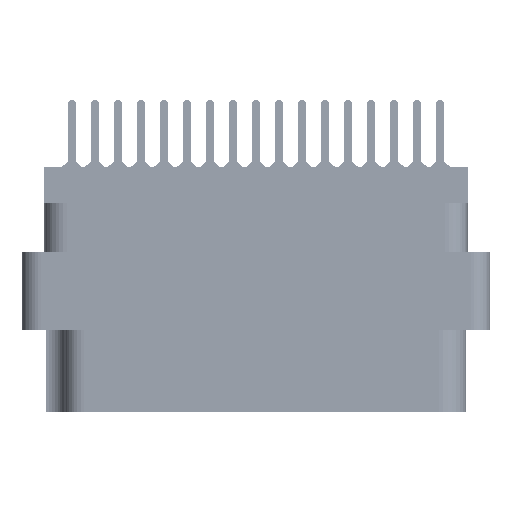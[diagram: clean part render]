
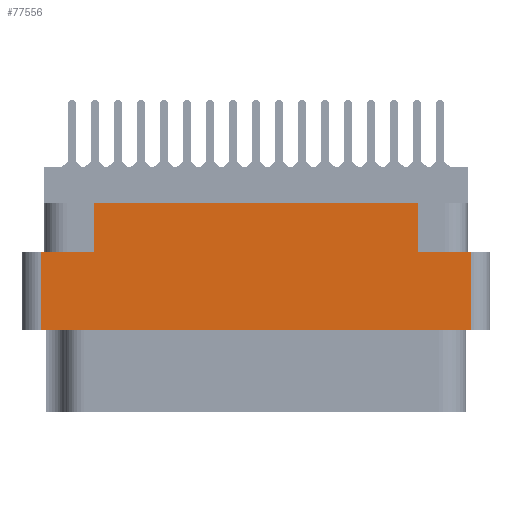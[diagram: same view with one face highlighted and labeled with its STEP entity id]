
A CAD part, left-side view. The second image highlights one B-rep face of the part: STEP entity #77556.
In plain terms, the highlighted planar face has unit normal (-1, 0, 0).
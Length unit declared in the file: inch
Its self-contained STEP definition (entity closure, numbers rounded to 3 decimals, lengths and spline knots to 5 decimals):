
#1388 = CARTESIAN_POINT ( 'NONE',  ( -1.375, 0.7005, -0.529 ) ) ;
#2516 = ORIENTED_EDGE ( 'NONE', *, *, #15668, .F. ) ;
#2957 = CARTESIAN_POINT ( 'NONE',  ( -1.375, -0.7005, -0.798 ) ) ;
#3229 = CARTESIAN_POINT ( 'NONE',  ( -1.375, -0.5285, -0.117 ) ) ;
#4445 = ORIENTED_EDGE ( 'NONE', *, *, #6389, .T. ) ;
#5045 = CARTESIAN_POINT ( 'NONE',  ( -1.375, 0.7625, -0.117 ) ) ;
#5823 = CARTESIAN_POINT ( 'NONE',  ( -1.375, 0.7005, -0.798 ) ) ;
#6389 = EDGE_CURVE ( 'NONE', #72899, #46675, #88802, .T. ) ;
#6709 = PLANE ( 'NONE',  #39955 ) ;
#8804 = DIRECTION ( 'NONE',  ( 0., -1., 0. ) ) ;
#9282 = VERTEX_POINT ( 'NONE', #56540 ) ;
#10211 = VECTOR ( 'NONE', #43743, 39.37008 ) ;
#13236 = EDGE_LOOP ( 'NONE', ( #2516, #77638, #16616, #4445, #67957, #74234, #62828, #26109 ) ) ;
#13518 = LINE ( 'NONE', #51022, #10211 ) ;
#15668 = EDGE_CURVE ( 'NONE', #71286, #9282, #64741, .T. ) ;
#16616 = ORIENTED_EDGE ( 'NONE', *, *, #77802, .F. ) ;
#17676 = LINE ( 'NONE', #44840, #24305 ) ;
#17796 = VECTOR ( 'NONE', #8804, 39.37008 ) ;
#18783 = DIRECTION ( 'NONE',  ( 0., -1., 0. ) ) ;
#24305 = VECTOR ( 'NONE', #45753, 39.37008 ) ;
#25537 = EDGE_CURVE ( 'NONE', #84862, #33252, #33509, .T. ) ;
#26109 = ORIENTED_EDGE ( 'NONE', *, *, #30539, .F. ) ;
#28757 = LINE ( 'NONE', #5823, #40704 ) ;
#30539 = EDGE_CURVE ( 'NONE', #9282, #68748, #63196, .T. ) ;
#32248 = CARTESIAN_POINT ( 'NONE',  ( -1.375, -0.7005, -0.277 ) ) ;
#33252 = VERTEX_POINT ( 'NONE', #3229 ) ;
#33509 = LINE ( 'NONE', #61839, #41099 ) ;
#35688 = DIRECTION ( 'NONE',  ( 0., 0., 1. ) ) ;
#35910 = EDGE_CURVE ( 'NONE', #71286, #71344, #28757, .T. ) ;
#39955 = AXIS2_PLACEMENT_3D ( 'NONE', #77537, #48820, #35688 ) ;
#40509 = DIRECTION ( 'NONE',  ( 0., 0., 1. ) ) ;
#40704 = VECTOR ( 'NONE', #40912, 39.37008 ) ;
#40912 = DIRECTION ( 'NONE',  ( 0., 0., -1. ) ) ;
#41099 = VECTOR ( 'NONE', #40509, 39.37008 ) ;
#43109 = DIRECTION ( 'NONE',  ( 0., 0., 1. ) ) ;
#43743 = DIRECTION ( 'NONE',  ( 0., -1., 0. ) ) ;
#43939 = VECTOR ( 'NONE', #66111, 39.37008 ) ;
#44840 = CARTESIAN_POINT ( 'NONE',  ( -1.375, 0., -0.529 ) ) ;
#45753 = DIRECTION ( 'NONE',  ( 0., 1., 0. ) ) ;
#46675 = VERTEX_POINT ( 'NONE', #32248 ) ;
#48820 = DIRECTION ( 'NONE',  ( -1., 0., 0. ) ) ;
#50519 = FACE_OUTER_BOUND ( 'NONE', #13236, .T. ) ;
#51022 = CARTESIAN_POINT ( 'NONE',  ( -1.375, 0., -0.277 ) ) ;
#51214 = VECTOR ( 'NONE', #43109, 39.37008 ) ;
#53850 = EDGE_CURVE ( 'NONE', #84862, #46675, #13518, .T. ) ;
#56035 = CARTESIAN_POINT ( 'NONE',  ( -1.375, -0.7005, -0.529 ) ) ;
#56540 = CARTESIAN_POINT ( 'NONE',  ( -1.375, 0.5285, -0.277 ) ) ;
#57293 = CARTESIAN_POINT ( 'NONE',  ( -1.375, 0., -0.277 ) ) ;
#57827 = CARTESIAN_POINT ( 'NONE',  ( -1.375, 0.7005, -0.277 ) ) ;
#61839 = CARTESIAN_POINT ( 'NONE',  ( -1.375, -0.5285, -0.277 ) ) ;
#62715 = EDGE_CURVE ( 'NONE', #68748, #33252, #67941, .T. ) ;
#62828 = ORIENTED_EDGE ( 'NONE', *, *, #62715, .F. ) ;
#63196 = LINE ( 'NONE', #85001, #51214 ) ;
#64741 = LINE ( 'NONE', #57293, #17796 ) ;
#66111 = DIRECTION ( 'NONE',  ( 0., 0., 1. ) ) ;
#67941 = LINE ( 'NONE', #5045, #83337 ) ;
#67957 = ORIENTED_EDGE ( 'NONE', *, *, #53850, .F. ) ;
#68748 = VERTEX_POINT ( 'NONE', #77951 ) ;
#71286 = VERTEX_POINT ( 'NONE', #57827 ) ;
#71344 = VERTEX_POINT ( 'NONE', #1388 ) ;
#72899 = VERTEX_POINT ( 'NONE', #56035 ) ;
#74234 = ORIENTED_EDGE ( 'NONE', *, *, #25537, .T. ) ;
#77537 = CARTESIAN_POINT ( 'NONE',  ( -1.375, -0.7625, -0.798 ) ) ;
#77556 = ADVANCED_FACE ( 'NONE', ( #50519 ), #6709, .T. ) ;
#77638 = ORIENTED_EDGE ( 'NONE', *, *, #35910, .T. ) ;
#77802 = EDGE_CURVE ( 'NONE', #72899, #71344, #17676, .T. ) ;
#77951 = CARTESIAN_POINT ( 'NONE',  ( -1.375, 0.5285, -0.117 ) ) ;
#81664 = CARTESIAN_POINT ( 'NONE',  ( -1.375, -0.5285, -0.277 ) ) ;
#83337 = VECTOR ( 'NONE', #18783, 39.37008 ) ;
#84862 = VERTEX_POINT ( 'NONE', #81664 ) ;
#85001 = CARTESIAN_POINT ( 'NONE',  ( -1.375, 0.5285, -0.277 ) ) ;
#88802 = LINE ( 'NONE', #2957, #43939 ) ;
